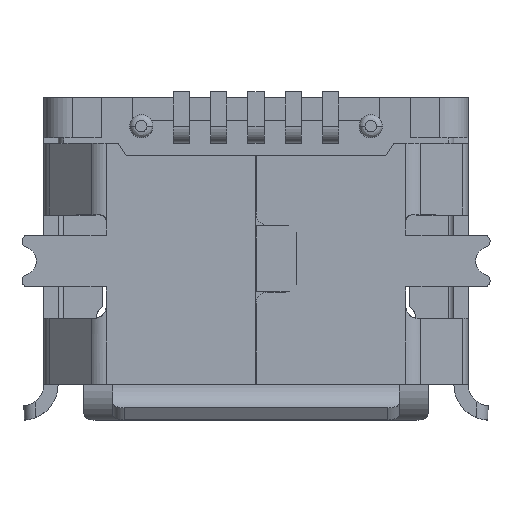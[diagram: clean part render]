
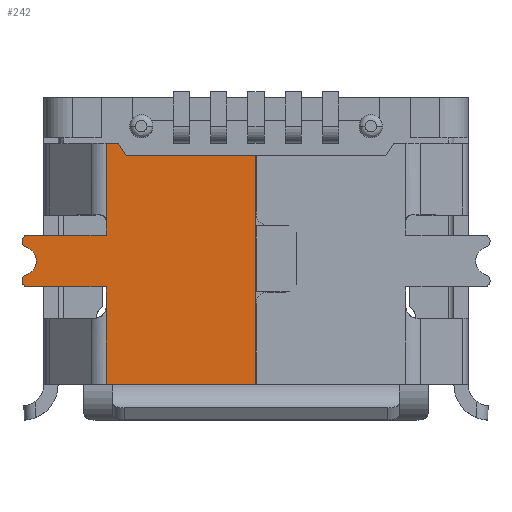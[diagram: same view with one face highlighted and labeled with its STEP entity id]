
A CAD part, top view. The second image highlights one B-rep face of the part: STEP entity #242.
In plain terms, the highlighted planar face has unit normal (0, 0, 1).
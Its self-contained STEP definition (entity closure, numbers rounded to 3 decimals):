
#242=ADVANCED_FACE('',(#1224),#1225,.T.);
#1224=FACE_OUTER_BOUND('',#2774,.T.);
#1225=PLANE('',#2775);
#2774=EDGE_LOOP('',(#6193,#6194,#6195,#6196,#6197,#6198,#6199,#6200,#6201,#6202,#6203,#6204,#6205,#6206,#6207,#6208,#6209,#6210,#6211,#6212,#6213));
#2775=AXIS2_PLACEMENT_3D('',#6214,#6215,#6216);
#6193=ORIENTED_EDGE('',*,*,#11670,.T.);
#6194=ORIENTED_EDGE('',*,*,#11671,.T.);
#6195=ORIENTED_EDGE('',*,*,#11672,.F.);
#6196=ORIENTED_EDGE('',*,*,#11673,.T.);
#6197=ORIENTED_EDGE('',*,*,#11435,.T.);
#6198=ORIENTED_EDGE('',*,*,#11674,.T.);
#6199=ORIENTED_EDGE('',*,*,#11675,.T.);
#6200=ORIENTED_EDGE('',*,*,#11676,.T.);
#6201=ORIENTED_EDGE('',*,*,#11677,.T.);
#6202=ORIENTED_EDGE('',*,*,#11678,.T.);
#6203=ORIENTED_EDGE('',*,*,#11679,.T.);
#6204=ORIENTED_EDGE('',*,*,#10606,.T.);
#6205=ORIENTED_EDGE('',*,*,#11680,.T.);
#6206=ORIENTED_EDGE('',*,*,#11681,.T.);
#6207=ORIENTED_EDGE('',*,*,#11682,.T.);
#6208=ORIENTED_EDGE('',*,*,#11683,.T.);
#6209=ORIENTED_EDGE('',*,*,#11684,.F.);
#6210=ORIENTED_EDGE('',*,*,#11685,.T.);
#6211=ORIENTED_EDGE('',*,*,#11631,.T.);
#6212=ORIENTED_EDGE('',*,*,#11207,.T.);
#6213=ORIENTED_EDGE('',*,*,#11668,.F.);
#6214=CARTESIAN_POINT('',(-2.614,2.15,1.175));
#6215=DIRECTION('',(0.0,0.0,1.0));
#6216=DIRECTION('',(1.0,0.0,0.0));
#10606=EDGE_CURVE('',#12760,#12757,#12761,.T.);
#11207=EDGE_CURVE('',#13906,#13904,#13907,.T.);
#11435=EDGE_CURVE('',#14301,#14299,#14302,.T.);
#11631=EDGE_CURVE('',#14622,#13906,#14623,.T.);
#11668=EDGE_CURVE('',#14684,#13904,#14686,.T.);
#11670=EDGE_CURVE('',#14684,#14688,#14689,.T.);
#11671=EDGE_CURVE('',#14688,#14690,#14691,.T.);
#11672=EDGE_CURVE('',#14692,#14690,#14693,.T.);
#11673=EDGE_CURVE('',#14692,#14301,#14694,.T.);
#11674=EDGE_CURVE('',#14299,#14695,#14696,.T.);
#11675=EDGE_CURVE('',#14695,#14697,#14698,.T.);
#11676=EDGE_CURVE('',#14697,#14699,#14700,.T.);
#11677=EDGE_CURVE('',#14699,#14701,#14702,.T.);
#11678=EDGE_CURVE('',#14701,#14703,#14704,.T.);
#11679=EDGE_CURVE('',#14703,#12760,#14705,.T.);
#11680=EDGE_CURVE('',#12757,#14706,#14707,.T.);
#11681=EDGE_CURVE('',#14706,#14708,#14709,.T.);
#11682=EDGE_CURVE('',#14708,#14710,#14711,.T.);
#11683=EDGE_CURVE('',#14710,#14712,#14713,.T.);
#11684=EDGE_CURVE('',#14714,#14712,#14715,.T.);
#11685=EDGE_CURVE('',#14714,#14622,#14716,.T.);
#12757=VERTEX_POINT('',#16313);
#12760=VERTEX_POINT('',#16317);
#12761=CIRCLE('',#16318,0.25);
#13904=VERTEX_POINT('',#18011);
#13906=VERTEX_POINT('',#18014);
#13907=LINE('',#18015,#18016);
#14299=VERTEX_POINT('',#18608);
#14301=VERTEX_POINT('',#18610);
#14302=LINE('',#18611,#18612);
#14622=VERTEX_POINT('',#19178);
#14623=LINE('',#19179,#19180);
#14684=VERTEX_POINT('',#19305);
#14686=LINE('',#19308,#19309);
#14688=VERTEX_POINT('',#19311);
#14689=LINE('',#19312,#19313);
#14690=VERTEX_POINT('',#19314);
#14691=LINE('',#19315,#19316);
#14692=VERTEX_POINT('',#19317);
#14693=CIRCLE('',#19318,0.38);
#14694=LINE('',#19319,#19320);
#14695=VERTEX_POINT('',#19321);
#14696=LINE('',#19322,#19323);
#14697=VERTEX_POINT('',#19324);
#14698=LINE('',#19325,#19326);
#14699=VERTEX_POINT('',#19327);
#14700=LINE('',#19328,#19329);
#14701=VERTEX_POINT('',#19330);
#14702=CIRCLE('',#19331,0.1);
#14703=VERTEX_POINT('',#19332);
#14704=LINE('',#19333,#19334);
#14705=CIRCLE('',#19335,0.1);
#14706=VERTEX_POINT('',#19336);
#14707=CIRCLE('',#19337,0.25);
#14708=VERTEX_POINT('',#19338);
#14709=CIRCLE('',#19339,0.1);
#14710=VERTEX_POINT('',#19340);
#14711=LINE('',#19341,#19342);
#14712=VERTEX_POINT('',#19343);
#14713=CIRCLE('',#19344,0.1);
#14714=VERTEX_POINT('',#19345);
#14715=LINE('',#19346,#19347);
#14716=LINE('',#19348,#19349);
#16313=CARTESIAN_POINT('',(-3.83,-0.053,1.175));
#16317=CARTESIAN_POINT('',(-4.009,0.186,1.175));
#16318=AXIS2_PLACEMENT_3D('',#22002,#22003,#22004);
#18011=CARTESIAN_POINT('',(-2.5,-2.203,1.175));
#18014=CARTESIAN_POINT('',(-2.614,-2.203,1.175));
#18015=CARTESIAN_POINT('',(-2.614,-2.203,1.175));
#18016=VECTOR('',#22703,0.114);
#18608=CARTESIAN_POINT('',(-2.614,1.997,1.175));
#18610=CARTESIAN_POINT('',(-2.403,1.997,1.175));
#18611=CARTESIAN_POINT('',(-2.403,1.997,1.175));
#18612=VECTOR('',#23049,0.211);
#19178=CARTESIAN_POINT('',(-2.614,-0.85,1.175));
#19179=CARTESIAN_POINT('',(-2.614,-0.85,1.175));
#19180=VECTOR('',#23282,1.353);
#19305=CARTESIAN_POINT('',(-0.005,-2.203,1.175));
#19308=CARTESIAN_POINT('',(-0.005,-2.203,1.175));
#19309=VECTOR('',#23334,2.495);
#19311=CARTESIAN_POINT('',(-0.005,1.793,1.175));
#19312=CARTESIAN_POINT('',(-0.005,-2.203,1.175));
#19313=VECTOR('',#23338,3.997);
#19314=CARTESIAN_POINT('',(-2.227,1.793,1.175));
#19315=CARTESIAN_POINT('',(-0.005,1.793,1.175));
#19316=VECTOR('',#23339,2.222);
#19317=CARTESIAN_POINT('',(-2.274,1.796,1.175));
#19318=AXIS2_PLACEMENT_3D('',#23340,#23341,#23342);
#19319=CARTESIAN_POINT('',(-2.274,1.796,1.175));
#19320=VECTOR('',#23343,0.239);
#19321=CARTESIAN_POINT('',(-2.614,0.65,1.175));
#19322=CARTESIAN_POINT('',(-2.614,1.997,1.175));
#19323=VECTOR('',#23344,1.347);
#19324=CARTESIAN_POINT('',(-2.614,0.397,1.175));
#19325=CARTESIAN_POINT('',(-2.614,0.65,1.175));
#19326=VECTOR('',#23345,0.253);
#19327=CARTESIAN_POINT('',(-3.98,0.397,1.175));
#19328=CARTESIAN_POINT('',(-2.614,0.397,1.175));
#19329=VECTOR('',#23346,1.366);
#19330=CARTESIAN_POINT('',(-4.08,0.297,1.175));
#19331=AXIS2_PLACEMENT_3D('',#23347,#23348,#23349);
#19332=CARTESIAN_POINT('',(-4.08,0.282,1.175));
#19333=CARTESIAN_POINT('',(-4.08,0.297,1.175));
#19334=VECTOR('',#23350,0.015);
#19335=AXIS2_PLACEMENT_3D('',#23351,#23352,#23353);
#19336=CARTESIAN_POINT('',(-4.009,-0.293,1.175));
#19337=AXIS2_PLACEMENT_3D('',#23354,#23355,#23356);
#19338=CARTESIAN_POINT('',(-4.08,-0.389,1.175));
#19339=AXIS2_PLACEMENT_3D('',#23357,#23358,#23359);
#19340=CARTESIAN_POINT('',(-4.08,-0.403,1.175));
#19341=CARTESIAN_POINT('',(-4.08,-0.389,1.175));
#19342=VECTOR('',#23360,0.015);
#19343=CARTESIAN_POINT('',(-3.98,-0.503,1.175));
#19344=AXIS2_PLACEMENT_3D('',#23361,#23362,#23363);
#19345=CARTESIAN_POINT('',(-2.614,-0.503,1.175));
#19346=CARTESIAN_POINT('',(-2.614,-0.503,1.175));
#19347=VECTOR('',#23364,1.366);
#19348=CARTESIAN_POINT('',(-2.614,-0.503,1.175));
#19349=VECTOR('',#23365,0.347);
#22002=CARTESIAN_POINT('',(-4.08,-0.053,1.175));
#22003=DIRECTION('',(0.0,0.0,-1.0));
#22004=DIRECTION('',(0.286,0.958,0.0));
#22703=DIRECTION('',(1.0,0.0,0.));
#23049=DIRECTION('',(-1.0,0.0,0.));
#23282=DIRECTION('',(0.,-1.0,0.));
#23334=DIRECTION('',(-1.0,0.0,0.0));
#23338=DIRECTION('',(0.0,1.0,0.0));
#23339=DIRECTION('',(-1.0,0.0,0.0));
#23340=CARTESIAN_POINT('',(-2.227,2.173,1.175));
#23341=DIRECTION('',(0.0,0.0,1.0));
#23342=DIRECTION('',(-0.123,-0.992,0.0));
#23343=DIRECTION('',(-0.543,0.84,0.0));
#23344=DIRECTION('',(0.,-1.0,0.));
#23345=DIRECTION('',(0.,-1.0,0.));
#23346=DIRECTION('',(-1.0,0.0,0.0));
#23347=CARTESIAN_POINT('',(-3.98,0.297,1.175));
#23348=DIRECTION('',(0.0,-0.0,1.0));
#23349=DIRECTION('',(0.0,1.0,0.0));
#23350=DIRECTION('',(0.0,-1.0,0.0));
#23351=CARTESIAN_POINT('',(-3.98,0.282,1.175));
#23352=DIRECTION('',(0.0,0.0,1.0));
#23353=DIRECTION('',(-1.0,0.0,0.0));
#23354=CARTESIAN_POINT('',(-4.08,-0.053,1.175));
#23355=DIRECTION('',(0.0,0.0,-1.0));
#23356=DIRECTION('',(0.286,0.958,0.0));
#23357=CARTESIAN_POINT('',(-3.98,-0.389,1.175));
#23358=DIRECTION('',(0.0,0.0,1.0));
#23359=DIRECTION('',(-0.286,0.958,0.0));
#23360=DIRECTION('',(0.0,-1.0,0.0));
#23361=CARTESIAN_POINT('',(-3.98,-0.403,1.175));
#23362=DIRECTION('',(0.0,0.0,1.0));
#23363=DIRECTION('',(-1.0,0.0,0.0));
#23364=DIRECTION('',(-1.0,0.0,0.0));
#23365=DIRECTION('',(0.,-1.0,0.));
